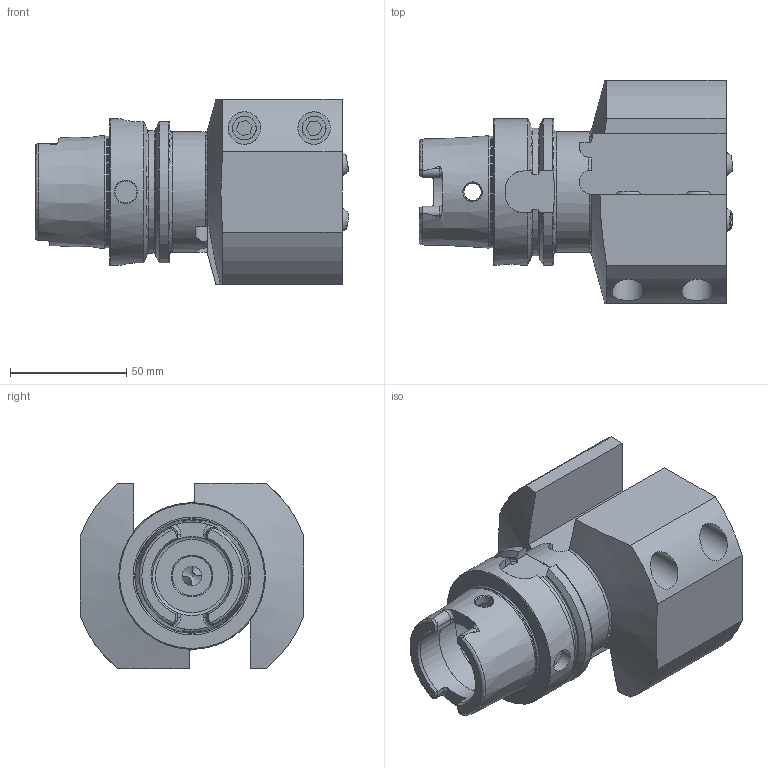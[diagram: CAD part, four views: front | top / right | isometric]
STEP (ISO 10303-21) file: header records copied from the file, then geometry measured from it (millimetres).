
FILE_DESCRIPTION (( 'STEP AP214' ), '1' );
FILE_NAME ('HA6.V25.R21.100.STEP', '2020-09-22T10:17:11', ( '' ), ( '' ), 'SwSTEP 2.0', 'SolidWorks 2017', '' );
FILE_SCHEMA (( 'AUTOMOTIVE_DESIGN' ));
Length unit declared in the file: millimetre
Products named in the file (6): ISO 4026 - M12 x 25; HA6.V25.R21.100; KU1-U14.001.012_2; KU1-U14.001.012; KU1-U14.001.012_1; HA6-V25.R21.100_C
Assembly tree (9 placements, depth 3):
  HA6.V25.R21.100
    HA6-V25.R21.100_C
    KU1-U14.001.012  x2
      KU1-U14.001.012_1
      KU1-U14.001.012_2
    ISO 4026 - M12 x 25  x4
Bounding box: 134.71 x 96 x 80 mm (x, y, z)
Volume: 422671.8 mm3; surface area: 70905.6 mm2
Topology: 9 solids, 9 shells, 236 faces, 587 edges, 377 vertices
Faces by surface type: plane 105, cylinder 62, cone 38, torus 23, bspline 4, sphere 4
Full cylindrical faces by diameter (mm): 3.15 x1, 5 x4, 7.5 x2, 8.4 x1, 10 x3, 10.25 x4, 12 x4, 14 x8, 17 x1, 19 x1, 34 x2, 40 x1, 47.941 x1, 52 x1, 63 x1
Entity records: 8342 total; most frequent: CARTESIAN_POINT 2988, DIRECTION 848, ORIENTED_EDGE 828, EDGE_CURVE 414, AXIS2_PLACEMENT_3D 352, VERTEX_POINT 295, EDGE_LOOP 273, FACE_OUTER_BOUND 231
